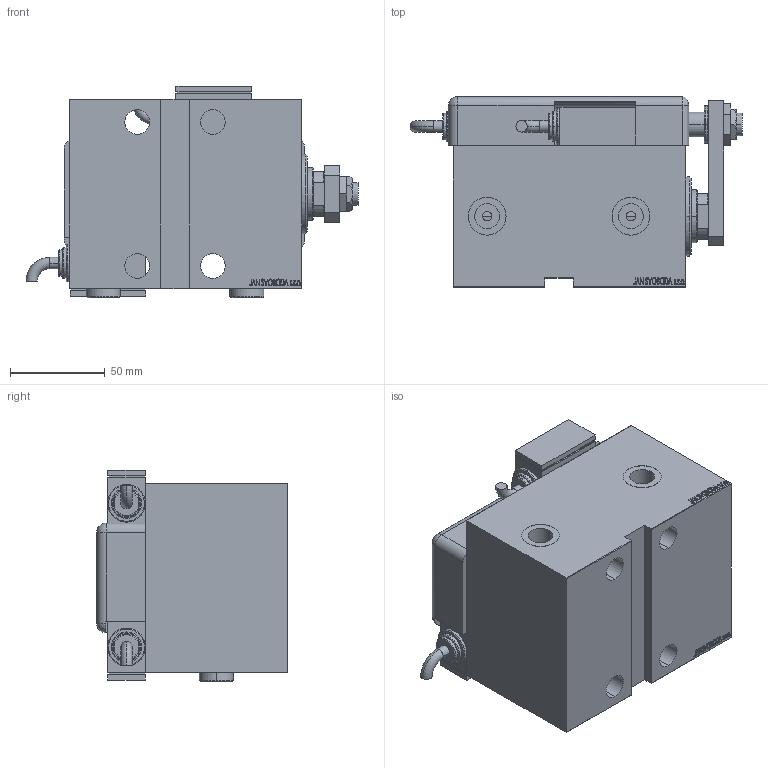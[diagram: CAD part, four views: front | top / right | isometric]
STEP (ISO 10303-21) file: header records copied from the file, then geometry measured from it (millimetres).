
FILE_DESCRIPTION (( 'STEP AP203' ), '1' );
FILE_NAME ('b774.STEP', '2024-02-12T06:07:42', ( '' ), ( '' ), 'SwSTEP 2.0', 'SolidWorks 2019', '' );
FILE_SCHEMA (( 'CONFIG_CONTROL_DESIGN' ));
Length unit declared in the file: millimetre
Products named in the file (14): TYC a9d1cde1ca2c84ed4103925fda8ea268; Zatka_OIL_PORT a9d1cde1ca2c84ed4103925fda8ea268; MAGNETIC SWITCH Q a9d1cde1ca2c84ed4103925fda8ea268; NUT_D19 a9d1cde1ca2c84ed4103925fda8ea268; ZARAZKA_Q a9d1cde1ca2c84ed4103925fda8ea268; KRYT a9d1cde1ca2c84ed4103925fda8ea268; V450CM_VC_B a9d1cde1ca2c84ed4103925fda8ea268; NUT_D13 a9d1cde1ca2c84ed4103925fda8ea268; V450CM_E_Body a9d1cde1ca2c84ed4103925fda8ea268; b774; SWITCH_Q_FRONT_BACK a9d1cde1ca2c84ed4103925fda8ea268; V450CM_E_VCP a9d1cde1ca2c84ed4103925fda8ea268; SWITCH Q a9d1cde1ca2c84ed4103925fda8ea268; SWITCH DIM A_G a9d1cde1ca2c84ed4103925fda8ea268
Assembly tree (15 placements, depth 3):
  b774
    V450CM_E_Body a9d1cde1ca2c84ed4103925fda8ea268
    V450CM_E_VCP a9d1cde1ca2c84ed4103925fda8ea268
    V450CM_VC_B a9d1cde1ca2c84ed4103925fda8ea268
    MAGNETIC SWITCH Q a9d1cde1ca2c84ed4103925fda8ea268
      SWITCH_Q_FRONT_BACK a9d1cde1ca2c84ed4103925fda8ea268
      TYC a9d1cde1ca2c84ed4103925fda8ea268
      ZARAZKA_Q a9d1cde1ca2c84ed4103925fda8ea268
      SWITCH DIM A_G a9d1cde1ca2c84ed4103925fda8ea268
      NUT_D19 a9d1cde1ca2c84ed4103925fda8ea268
      NUT_D13 a9d1cde1ca2c84ed4103925fda8ea268
      KRYT a9d1cde1ca2c84ed4103925fda8ea268
      SWITCH Q a9d1cde1ca2c84ed4103925fda8ea268  x2
    Zatka_OIL_PORT a9d1cde1ca2c84ed4103925fda8ea268  x2
Bounding box: 175.46 x 100.8 x 111.9 mm (x, y, z)
Volume: 951622.1 mm3; surface area: 183517.5 mm2
Topology: 15 solids, 15 shells, 1296 faces, 3272 edges, 2155 vertices
Faces by surface type: plane 652, bspline 471, cylinder 123, cone 26, torus 22, sphere 2
Entity records: 60142 total; most frequent: CARTESIAN_POINT 31716, ORIENTED_EDGE 6268, DIRECTION 4020, EDGE_CURVE 3134, VERTEX_POINT 2071, VECTOR 1882, LINE 1882, EDGE_LOOP 1413
